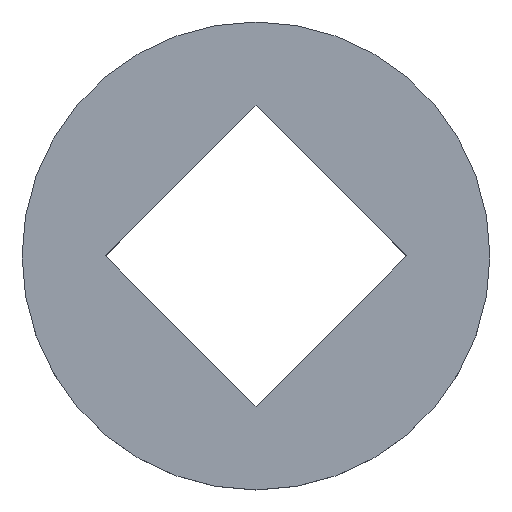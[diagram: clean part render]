
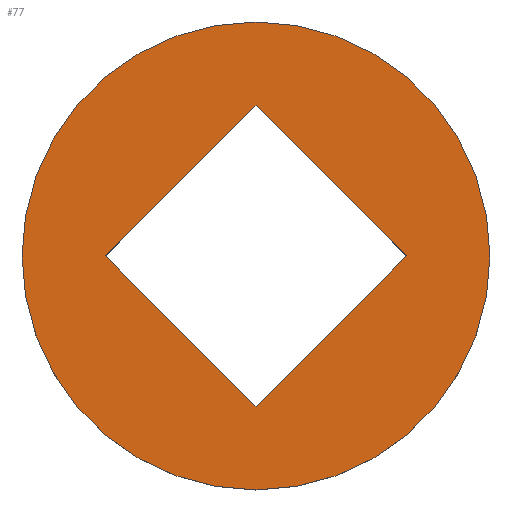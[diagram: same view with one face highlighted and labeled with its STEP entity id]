
A CAD part, top view. The second image highlights one B-rep face of the part: STEP entity #77.
In plain terms, the highlighted planar face has unit normal (0, 0, 1).
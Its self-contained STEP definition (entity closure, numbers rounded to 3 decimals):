
#2 = ORIENTED_EDGE ( 'NONE', *, *, #31, .T. ) ;
#3 = EDGE_LOOP ( 'NONE', ( #2, #4 ) ) ;
#4 = ORIENTED_EDGE ( 'NONE', *, *, #24, .T. ) ;
#8 = EDGE_CURVE ( 'NONE', #12, #16, #263, .T. ) ;
#11 = EDGE_CURVE ( 'NONE', #16, #56, #259, .T. ) ;
#12 = VERTEX_POINT ( 'NONE', #255 ) ;
#13 = ORIENTED_EDGE ( 'NONE', *, *, #8, .F. ) ;
#14 = EDGE_CURVE ( 'NONE', #57, #12, #251, .T. ) ;
#15 = ORIENTED_EDGE ( 'NONE', *, *, #14, .F. ) ;
#16 = VERTEX_POINT ( 'NONE', #247 ) ;
#24 = EDGE_CURVE ( 'NONE', #42, #32, #233, .T. ) ;
#31 = EDGE_CURVE ( 'NONE', #32, #42, #220, .T. ) ;
#32 = VERTEX_POINT ( 'NONE', #215 ) ;
#42 = VERTEX_POINT ( 'NONE', #197 ) ;
#53 = EDGE_LOOP ( 'NONE', ( #54, #58, #13, #15 ) ) ;
#54 = ORIENTED_EDGE ( 'NONE', *, *, #55, .F. ) ;
#55 = EDGE_CURVE ( 'NONE', #56, #57, #191, .T. ) ;
#56 = VERTEX_POINT ( 'NONE', #187 ) ;
#57 = VERTEX_POINT ( 'NONE', #186 ) ;
#58 = ORIENTED_EDGE ( 'NONE', *, *, #11, .F. ) ;
#77 = ADVANCED_FACE ( 'NONE', ( #155, #154 ), #159, .T. ) ;
#150 = DIRECTION ( 'NONE',  ( 1., 0., 0. ) ) ;
#151 = DIRECTION ( 'NONE',  ( 0., 0., 1. ) ) ;
#152 = CARTESIAN_POINT ( 'NONE',  ( 0., 0., 0. ) ) ;
#153 = AXIS2_PLACEMENT_3D ( 'NONE', #152, #151, #150 ) ;
#154 = FACE_OUTER_BOUND ( 'NONE', #3, .T. ) ;
#155 = FACE_BOUND ( 'NONE', #53, .T. ) ;
#159 = PLANE ( 'NONE',  #153 ) ;
#186 = CARTESIAN_POINT ( 'NONE',  ( 0., 7.071, 0. ) ) ;
#187 = CARTESIAN_POINT ( 'NONE',  ( 7.071, 0., 0. ) ) ;
#188 = DIRECTION ( 'NONE',  ( -0.707, 0.707, 0. ) ) ;
#189 = VECTOR ( 'NONE', #188, 1000. ) ;
#190 = CARTESIAN_POINT ( 'NONE',  ( 7.071, 0., 0. ) ) ;
#191 = LINE ( 'NONE', #190, #189 ) ;
#197 = CARTESIAN_POINT ( 'NONE',  ( -11., 0., 0. ) ) ;
#215 = CARTESIAN_POINT ( 'NONE',  ( 11., 0., 0. ) ) ;
#216 = DIRECTION ( 'NONE',  ( 1., 0., 0. ) ) ;
#217 = DIRECTION ( 'NONE',  ( 0., 0., 1. ) ) ;
#218 = CARTESIAN_POINT ( 'NONE',  ( 0., 0., 0. ) ) ;
#219 = AXIS2_PLACEMENT_3D ( 'NONE', #218, #217, #216 ) ;
#220 = CIRCLE ( 'NONE', #219, 11. ) ;
#230 = DIRECTION ( 'NONE',  ( 1., 0., 0. ) ) ;
#231 = DIRECTION ( 'NONE',  ( 0., 0., 1. ) ) ;
#232 = AXIS2_PLACEMENT_3D ( 'NONE', #238, #231, #230 ) ;
#233 = CIRCLE ( 'NONE', #232, 11. ) ;
#238 = CARTESIAN_POINT ( 'NONE',  ( 0., 0., 0. ) ) ;
#247 = CARTESIAN_POINT ( 'NONE',  ( 0., -7.071, 0. ) ) ;
#248 = DIRECTION ( 'NONE',  ( -0.707, -0.707, 0. ) ) ;
#249 = VECTOR ( 'NONE', #248, 1000. ) ;
#250 = CARTESIAN_POINT ( 'NONE',  ( 0., 7.071, 0. ) ) ;
#251 = LINE ( 'NONE', #250, #249 ) ;
#255 = CARTESIAN_POINT ( 'NONE',  ( -7.071, 0., 0. ) ) ;
#256 = DIRECTION ( 'NONE',  ( 0.707, 0.707, 0. ) ) ;
#257 = VECTOR ( 'NONE', #256, 1000. ) ;
#258 = CARTESIAN_POINT ( 'NONE',  ( 0., -7.071, 0. ) ) ;
#259 = LINE ( 'NONE', #258, #257 ) ;
#260 = DIRECTION ( 'NONE',  ( 0.707, -0.707, 0. ) ) ;
#261 = VECTOR ( 'NONE', #260, 1000. ) ;
#262 = CARTESIAN_POINT ( 'NONE',  ( -7.071, 0., 0. ) ) ;
#263 = LINE ( 'NONE', #262, #261 ) ;
